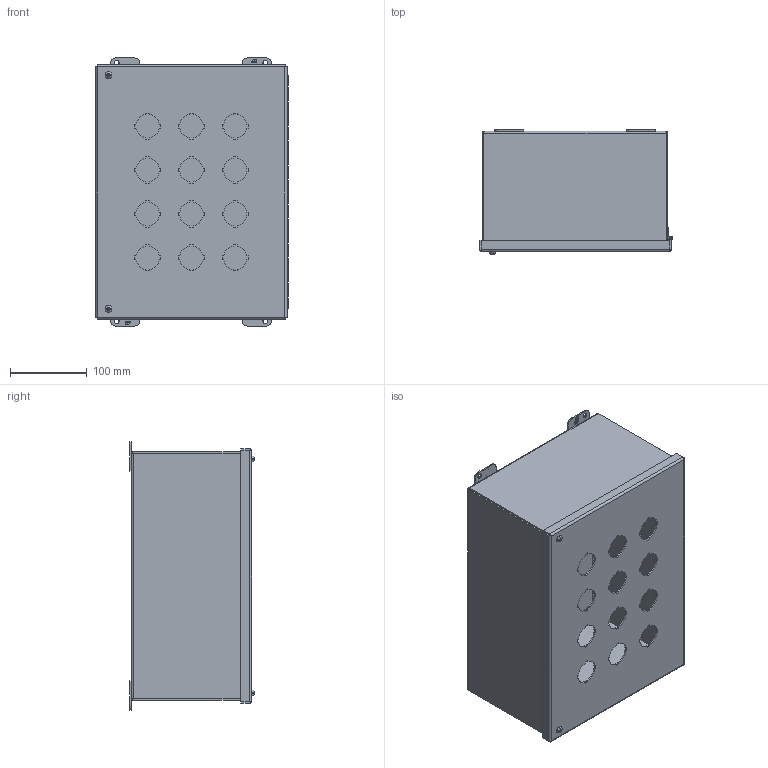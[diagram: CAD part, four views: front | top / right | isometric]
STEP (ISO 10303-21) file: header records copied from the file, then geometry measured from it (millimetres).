
FILE_DESCRIPTION (( 'STEP AP203' ), '1' );
FILE_NAME ('1489P12_Default.step', '2019-11-12T19:38:18', ( '' ), ( '' ), 'SwSTEP 2.0', 'SolidWorks 2019', '' );
FILE_SCHEMA (( 'CONFIG_CONTROL_DESIGN' ));
Length unit declared in the file: inch
Products named in the file (1): 1489P12_Default
Bounding box: 250.77 x 161.84 x 349.25 mm (x, y, z)
Volume: 834226.6 mm3; surface area: 879580.8 mm2
Topology: 21 solids, 21 shells, 921 faces, 2592 edges, 1683 vertices
Faces by surface type: plane 633, cylinder 230, cone 40, bspline 14, torus 4
Entity records: 30493 total; most frequent: CARTESIAN_POINT 6273, ORIENTED_EDGE 5164, DIRECTION 4888, EDGE_CURVE 2582, LINE 1908, VECTOR 1908, VERTEX_POINT 1683, AXIS2_PLACEMENT_3D 1490
